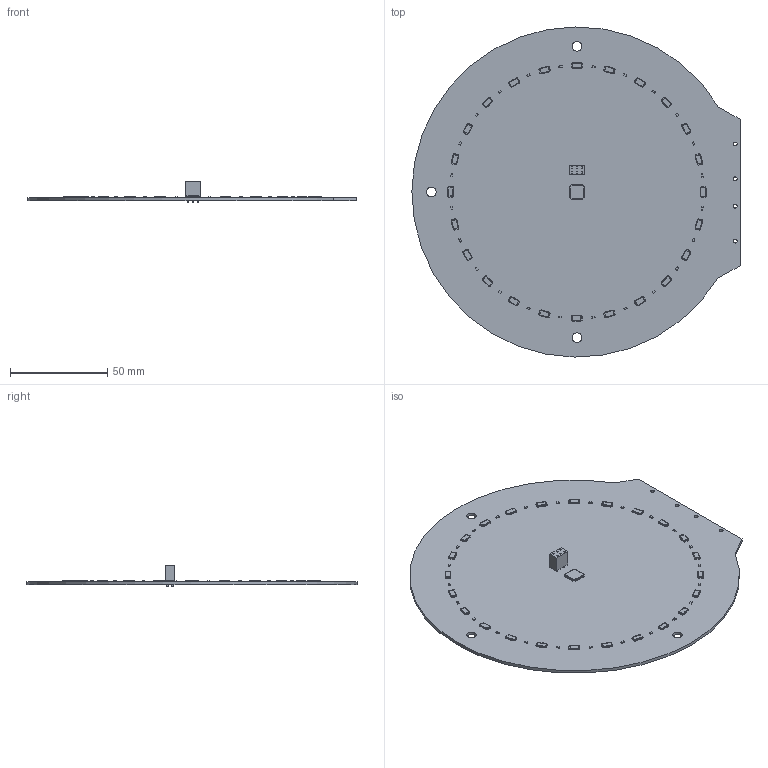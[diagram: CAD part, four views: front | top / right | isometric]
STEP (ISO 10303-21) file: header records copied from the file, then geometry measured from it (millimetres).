
FILE_DESCRIPTION(('KiCad electronic assembly'),'2;1');
FILE_NAME('Chi Chi.step','2023-02-19T18:03:10',('Pcbnew'),('Kicad'), 'Open CASCADE STEP processor 7.6','KiCad to STEP converter','Unknown' );
FILE_SCHEMA(('AUTOMOTIVE_DESIGN { 1 0 10303 214 1 1 1 1 }'));
Length unit declared in the file: millimetre
Products named in the file (10): Chi Chi 1; SPMWHT541ML5XATMS6; COMPOUND; ALS-PT19-315C_L177_TR8; ATTINY828R-AUR; SSQ-103-01-T-D; Chi Chi PCB
Assembly tree (55 placements, depth 3):
  Chi Chi 1
    SPMWHT541ML5XATMS6  x24
      COMPOUND
    ALS-PT19-315C_L177_TR8  x24
      COMPOUND
    ATTINY828R-AUR
      COMPOUND
    SSQ-103-01-T-D
      COMPOUND
    Chi Chi PCB
Bounding box: 169 x 169.98 x 11.15 mm (x, y, z)
Volume: 37151 mm3; surface area: 49841.6 mm2
Topology: 252 solids, 252 shells, 5851 faces, 15663 edges, 10442 vertices
Faces by surface type: plane 3933, cylinder 1918
Full cylindrical faces by diameter (mm): 1.02 x6, 2 x4, 5 x3
Entity records: 57485 total; most frequent: CARTESIAN_POINT 10075, DIRECTION 8362, LINE 5553, VECTOR 5553, ORIENTED_EDGE 4278, PCURVE 4278, DEFINITIONAL_REPRESENTATION 4278, EDGE_CURVE 2139
